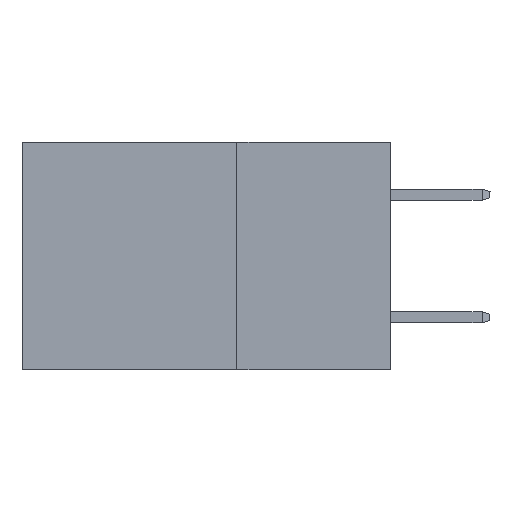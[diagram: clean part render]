
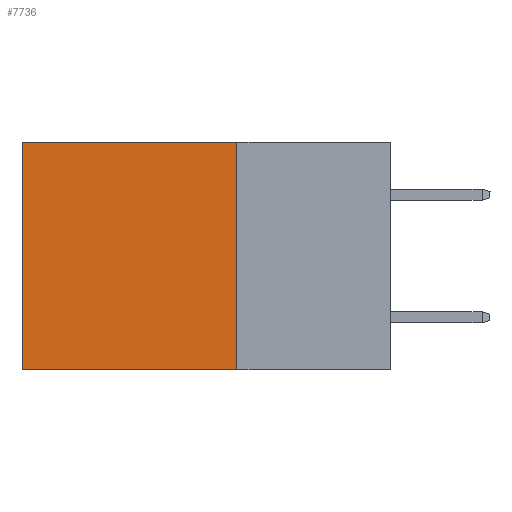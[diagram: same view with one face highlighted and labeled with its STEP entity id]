
A CAD part, left-side view. The second image highlights one B-rep face of the part: STEP entity #7736.
In plain terms, the highlighted planar face has unit normal (-1, 0, 0).
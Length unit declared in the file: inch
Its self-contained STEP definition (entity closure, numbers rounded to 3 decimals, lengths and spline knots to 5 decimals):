
#953 = CARTESIAN_POINT ( 'NONE',  ( 0.2875, 0.25, -0.37 ) ) ;
#2644 = EDGE_LOOP ( 'NONE', ( #28509, #8724, #7438, #15825 ) ) ;
#3110 = CARTESIAN_POINT ( 'NONE',  ( 0.2875, 0.25, 0. ) ) ;
#3573 = DIRECTION ( 'NONE',  ( 0., 1., 0. ) ) ;
#4937 = LINE ( 'NONE', #9515, #6360 ) ;
#5680 = AXIS2_PLACEMENT_3D ( 'NONE', #18211, #18405, #22993 ) ;
#6186 = VERTEX_POINT ( 'NONE', #953 ) ;
#6360 = VECTOR ( 'NONE', #11779, 39.37008 ) ;
#7304 = EDGE_CURVE ( 'NONE', #25091, #25930, #14988, .T. ) ;
#7438 = ORIENTED_EDGE ( 'NONE', *, *, #9855, .F. ) ;
#7565 = CARTESIAN_POINT ( 'NONE',  ( 0.2875, 0.6, 0. ) ) ;
#7617 = CARTESIAN_POINT ( 'NONE',  ( 0.2875, 0.6, -0.37 ) ) ;
#7736 = ADVANCED_FACE ( 'NONE', ( #27224 ), #27410, .F. ) ;
#8724 = ORIENTED_EDGE ( 'NONE', *, *, #21332, .F. ) ;
#9016 = VECTOR ( 'NONE', #9996, 39.37008 ) ;
#9515 = CARTESIAN_POINT ( 'NONE',  ( 0.2875, 0.6, 0. ) ) ;
#9855 = EDGE_CURVE ( 'NONE', #25091, #6186, #22835, .T. ) ;
#9860 = VERTEX_POINT ( 'NONE', #7617 ) ;
#9996 = DIRECTION ( 'NONE',  ( 0., 1., 0. ) ) ;
#11779 = DIRECTION ( 'NONE',  ( 0., 0., -1. ) ) ;
#14708 = CARTESIAN_POINT ( 'NONE',  ( 0.2875, 0.25, -0.37 ) ) ;
#14988 = LINE ( 'NONE', #18336, #9016 ) ;
#15825 = ORIENTED_EDGE ( 'NONE', *, *, #7304, .T. ) ;
#17215 = VECTOR ( 'NONE', #25463, 39.37008 ) ;
#17382 = LINE ( 'NONE', #14708, #24057 ) ;
#18211 = CARTESIAN_POINT ( 'NONE',  ( 0.2875, 0.25, 0. ) ) ;
#18336 = CARTESIAN_POINT ( 'NONE',  ( 0.2875, 0.25, 0. ) ) ;
#18405 = DIRECTION ( 'NONE',  ( 1., 0., 0. ) ) ;
#21332 = EDGE_CURVE ( 'NONE', #6186, #9860, #17382, .T. ) ;
#22835 = LINE ( 'NONE', #3110, #17215 ) ;
#22993 = DIRECTION ( 'NONE',  ( 0., 0., -1. ) ) ;
#24057 = VECTOR ( 'NONE', #3573, 39.37008 ) ;
#25051 = EDGE_CURVE ( 'NONE', #25930, #9860, #4937, .T. ) ;
#25091 = VERTEX_POINT ( 'NONE', #25367 ) ;
#25367 = CARTESIAN_POINT ( 'NONE',  ( 0.2875, 0.25, 0. ) ) ;
#25463 = DIRECTION ( 'NONE',  ( 0., 0., -1. ) ) ;
#25930 = VERTEX_POINT ( 'NONE', #7565 ) ;
#27224 = FACE_OUTER_BOUND ( 'NONE', #2644, .T. ) ;
#27410 = PLANE ( 'NONE',  #5680 ) ;
#28509 = ORIENTED_EDGE ( 'NONE', *, *, #25051, .T. ) ;
